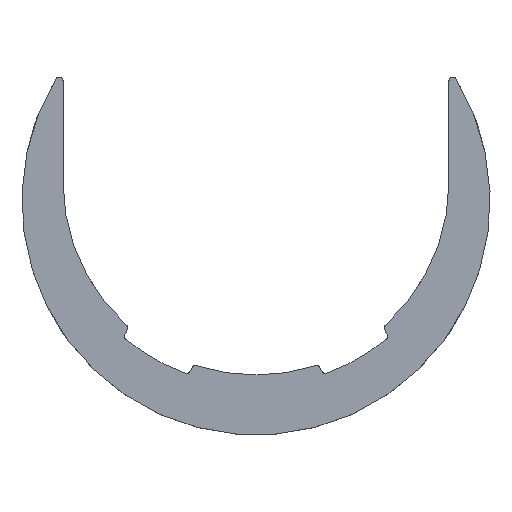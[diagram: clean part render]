
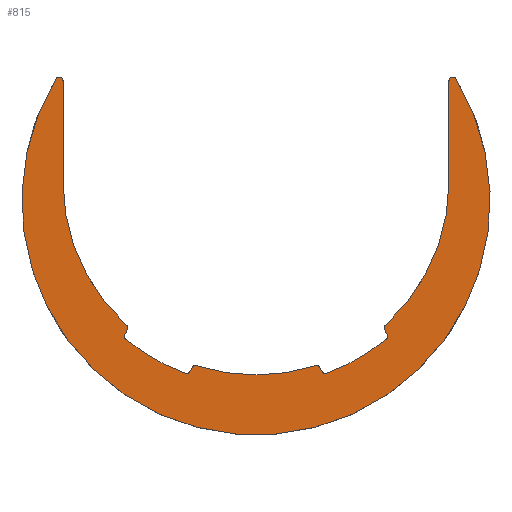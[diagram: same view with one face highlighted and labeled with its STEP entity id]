
A CAD part, top view. The second image highlights one B-rep face of the part: STEP entity #815.
In plain terms, the highlighted planar face has unit normal (0, 0, 1).
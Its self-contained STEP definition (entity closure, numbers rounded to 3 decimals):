
#154=CARTESIAN_POINT('Vertex',(15.834,-44.006,5.)) ;
#170=CARTESIAN_POINT('Vertex',(-15.834,-44.006,5.)) ;
#173=CARTESIAN_POINT('Axis2P3D Location',(0.,5.,5.)) ;
#369=CARTESIAN_POINT('Axis2P3D Location',(16.141,-44.957,5.)) ;
#373=CARTESIAN_POINT('Vertex',(17.007,-44.457,5.)) ;
#397=CARTESIAN_POINT('Vertex',(35.002,-35.625,5.)) ;
#400=CARTESIAN_POINT('Line Origine',(34.665,-35.041,5.)) ;
#404=CARTESIAN_POINT('Vertex',(34.328,-34.457,5.)) ;
#428=CARTESIAN_POINT('Vertex',(34.774,-36.894,5.)) ;
#431=CARTESIAN_POINT('Axis2P3D Location',(34.136,-36.125,5.)) ;
#452=CARTESIAN_POINT('Vertex',(18.894,-46.062,5.)) ;
#455=CARTESIAN_POINT('Axis2P3D Location',(0.,5.,5.)) ;
#476=CARTESIAN_POINT('Vertex',(17.681,-45.625,5.)) ;
#479=CARTESIAN_POINT('Axis2P3D Location',(18.547,-45.125,5.)) ;
#496=CARTESIAN_POINT('Line Origine',(17.344,-45.041,5.)) ;
#517=CARTESIAN_POINT('Vertex',(-17.681,-45.625,5.)) ;
#524=CARTESIAN_POINT('Vertex',(-18.894,-46.062,5.)) ;
#527=CARTESIAN_POINT('Axis2P3D Location',(-18.547,-45.125,5.)) ;
#543=CARTESIAN_POINT('Vertex',(-34.774,-36.894,5.)) ;
#546=CARTESIAN_POINT('Axis2P3D Location',(0.,5.,5.)) ;
#567=CARTESIAN_POINT('Vertex',(-35.002,-35.625,5.)) ;
#570=CARTESIAN_POINT('Axis2P3D Location',(-34.136,-36.125,5.)) ;
#587=CARTESIAN_POINT('Axis2P3D Location',(35.194,-33.957,5.)) ;
#591=CARTESIAN_POINT('Vertex',(34.523,-33.215,5.)) ;
#615=CARTESIAN_POINT('Vertex',(53.354,32.552,5.)) ;
#622=CARTESIAN_POINT('Vertex',(51.5,32.031,5.)) ;
#625=CARTESIAN_POINT('Axis2P3D Location',(52.5,32.031,5.)) ;
#646=CARTESIAN_POINT('Vertex',(-51.5,32.031,5.)) ;
#653=CARTESIAN_POINT('Vertex',(-53.354,32.552,5.)) ;
#656=CARTESIAN_POINT('Axis2P3D Location',(-52.5,32.031,5.)) ;
#677=CARTESIAN_POINT('Vertex',(-34.523,-33.215,5.)) ;
#680=CARTESIAN_POINT('Axis2P3D Location',(-35.194,-33.957,5.)) ;
#684=CARTESIAN_POINT('Vertex',(-34.328,-34.457,5.)) ;
#704=CARTESIAN_POINT('Line Origine',(-34.665,-35.041,5.)) ;
#725=CARTESIAN_POINT('Vertex',(-17.007,-44.457,5.)) ;
#728=CARTESIAN_POINT('Line Origine',(-17.344,-45.041,5.)) ;
#745=CARTESIAN_POINT('Axis2P3D Location',(-16.141,-44.957,5.)) ;
#757=CARTESIAN_POINT('Axis2P3D Location',(0.,0.,5.)) ;
#762=CARTESIAN_POINT('Axis2P3D Location',(0.,5.,5.)) ;
#766=CARTESIAN_POINT('Vertex',(-51.5,5.,5.)) ;
#769=CARTESIAN_POINT('Line Origine',(-51.5,18.516,5.)) ;
#774=CARTESIAN_POINT('Axis2P3D Location',(0.,0.,5.)) ;
#779=CARTESIAN_POINT('Line Origine',(51.5,18.516,5.)) ;
#783=CARTESIAN_POINT('Vertex',(51.5,5.,5.)) ;
#786=CARTESIAN_POINT('Axis2P3D Location',(0.,5.,5.)) ;
#174=DIRECTION('Axis2P3D Direction',(0.,0.,1.)) ;
#370=DIRECTION('Axis2P3D Direction',(0.,0.,-1.)) ;
#401=DIRECTION('Vector Direction',(-0.5,0.866,0.)) ;
#432=DIRECTION('Axis2P3D Direction',(0.,-0.,1.)) ;
#456=DIRECTION('Axis2P3D Direction',(0.,0.,1.)) ;
#480=DIRECTION('Axis2P3D Direction',(0.,0.,1.)) ;
#497=DIRECTION('Vector Direction',(0.5,-0.866,0.)) ;
#528=DIRECTION('Axis2P3D Direction',(0.,0.,-1.)) ;
#547=DIRECTION('Axis2P3D Direction',(0.,0.,1.)) ;
#571=DIRECTION('Axis2P3D Direction',(-0.,0.,-1.)) ;
#588=DIRECTION('Axis2P3D Direction',(0.,0.,-1.)) ;
#626=DIRECTION('Axis2P3D Direction',(0.,0.,1.)) ;
#657=DIRECTION('Axis2P3D Direction',(0.,0.,1.)) ;
#681=DIRECTION('Axis2P3D Direction',(0.,0.,1.)) ;
#705=DIRECTION('Vector Direction',(0.5,0.866,0.)) ;
#729=DIRECTION('Vector Direction',(-0.5,-0.866,0.)) ;
#746=DIRECTION('Axis2P3D Direction',(0.,-0.,1.)) ;
#758=DIRECTION('Axis2P3D Direction',(0.,0.,1.)) ;
#759=DIRECTION('Axis2P3D XDirection',(1.,0.,0.)) ;
#763=DIRECTION('Axis2P3D Direction',(0.,0.,1.)) ;
#770=DIRECTION('Vector Direction',(0.,1.,0.)) ;
#775=DIRECTION('Axis2P3D Direction',(0.,0.,1.)) ;
#780=DIRECTION('Vector Direction',(0.,1.,0.)) ;
#787=DIRECTION('Axis2P3D Direction',(0.,0.,1.)) ;
#175=AXIS2_PLACEMENT_3D('Circle Axis2P3D',#173,#174,$) ;
#371=AXIS2_PLACEMENT_3D('Circle Axis2P3D',#369,#370,$) ;
#433=AXIS2_PLACEMENT_3D('Circle Axis2P3D',#431,#432,$) ;
#457=AXIS2_PLACEMENT_3D('Circle Axis2P3D',#455,#456,$) ;
#481=AXIS2_PLACEMENT_3D('Circle Axis2P3D',#479,#480,$) ;
#529=AXIS2_PLACEMENT_3D('Circle Axis2P3D',#527,#528,$) ;
#548=AXIS2_PLACEMENT_3D('Circle Axis2P3D',#546,#547,$) ;
#572=AXIS2_PLACEMENT_3D('Circle Axis2P3D',#570,#571,$) ;
#589=AXIS2_PLACEMENT_3D('Circle Axis2P3D',#587,#588,$) ;
#627=AXIS2_PLACEMENT_3D('Circle Axis2P3D',#625,#626,$) ;
#658=AXIS2_PLACEMENT_3D('Circle Axis2P3D',#656,#657,$) ;
#682=AXIS2_PLACEMENT_3D('Circle Axis2P3D',#680,#681,$) ;
#747=AXIS2_PLACEMENT_3D('Circle Axis2P3D',#745,#746,$) ;
#760=AXIS2_PLACEMENT_3D('Plane Axis2P3D',#757,#758,#759) ;
#764=AXIS2_PLACEMENT_3D('Circle Axis2P3D',#762,#763,$) ;
#776=AXIS2_PLACEMENT_3D('Circle Axis2P3D',#774,#775,$) ;
#788=AXIS2_PLACEMENT_3D('Circle Axis2P3D',#786,#787,$) ;
#792=ORIENTED_EDGE('',*,*,#406,.F.) ;
#793=ORIENTED_EDGE('',*,*,#435,.T.) ;
#794=ORIENTED_EDGE('',*,*,#459,.F.) ;
#795=ORIENTED_EDGE('',*,*,#483,.T.) ;
#796=ORIENTED_EDGE('',*,*,#500,.F.) ;
#797=ORIENTED_EDGE('',*,*,#375,.F.) ;
#798=ORIENTED_EDGE('',*,*,#177,.T.) ;
#799=ORIENTED_EDGE('',*,*,#749,.F.) ;
#800=ORIENTED_EDGE('',*,*,#732,.F.) ;
#801=ORIENTED_EDGE('',*,*,#531,.T.) ;
#802=ORIENTED_EDGE('',*,*,#550,.F.) ;
#803=ORIENTED_EDGE('',*,*,#574,.T.) ;
#804=ORIENTED_EDGE('',*,*,#708,.F.) ;
#805=ORIENTED_EDGE('',*,*,#686,.F.) ;
#806=ORIENTED_EDGE('',*,*,#768,.T.) ;
#807=ORIENTED_EDGE('',*,*,#773,.T.) ;
#808=ORIENTED_EDGE('',*,*,#660,.T.) ;
#809=ORIENTED_EDGE('',*,*,#778,.T.) ;
#810=ORIENTED_EDGE('',*,*,#629,.T.) ;
#811=ORIENTED_EDGE('',*,*,#785,.T.) ;
#812=ORIENTED_EDGE('',*,*,#790,.T.) ;
#813=ORIENTED_EDGE('',*,*,#593,.F.) ;
#402=VECTOR('Line Direction',#401,1.) ;
#498=VECTOR('Line Direction',#497,1.) ;
#706=VECTOR('Line Direction',#705,1.) ;
#730=VECTOR('Line Direction',#729,1.) ;
#771=VECTOR('Line Direction',#770,1.) ;
#781=VECTOR('Line Direction',#780,1.) ;
#815=ADVANCED_FACE('Corps principal',(#814),#761,.T.) ;
#176=CIRCLE('generated circle',#175,51.5) ;
#372=CIRCLE('generated circle',#371,1.) ;
#434=CIRCLE('generated circle',#433,1.) ;
#458=CIRCLE('generated circle',#457,54.446) ;
#482=CIRCLE('generated circle',#481,1.) ;
#530=CIRCLE('generated circle',#529,1.) ;
#549=CIRCLE('generated circle',#548,54.446) ;
#573=CIRCLE('generated circle',#572,1.) ;
#590=CIRCLE('generated circle',#589,1.) ;
#628=CIRCLE('generated circle',#627,1.) ;
#659=CIRCLE('generated circle',#658,1.) ;
#683=CIRCLE('generated circle',#682,1.) ;
#748=CIRCLE('generated circle',#747,1.) ;
#765=CIRCLE('generated circle',#764,51.5) ;
#777=CIRCLE('generated circle',#776,62.5) ;
#789=CIRCLE('generated circle',#788,51.5) ;
#177=EDGE_CURVE('',#155,#171,#176,.F.) ;
#375=EDGE_CURVE('',#155,#374,#372,.T.) ;
#406=EDGE_CURVE('',#398,#405,#403,.T.) ;
#435=EDGE_CURVE('',#398,#429,#434,.F.) ;
#459=EDGE_CURVE('',#453,#429,#458,.T.) ;
#483=EDGE_CURVE('',#453,#477,#482,.F.) ;
#500=EDGE_CURVE('',#374,#477,#499,.T.) ;
#531=EDGE_CURVE('',#518,#525,#530,.T.) ;
#550=EDGE_CURVE('',#544,#525,#549,.T.) ;
#574=EDGE_CURVE('',#544,#568,#573,.T.) ;
#593=EDGE_CURVE('',#405,#592,#590,.T.) ;
#629=EDGE_CURVE('',#616,#623,#628,.T.) ;
#660=EDGE_CURVE('',#647,#654,#659,.T.) ;
#686=EDGE_CURVE('',#678,#685,#683,.F.) ;
#708=EDGE_CURVE('',#685,#568,#707,.F.) ;
#732=EDGE_CURVE('',#518,#726,#731,.F.) ;
#749=EDGE_CURVE('',#726,#171,#748,.F.) ;
#768=EDGE_CURVE('',#678,#767,#765,.F.) ;
#773=EDGE_CURVE('',#767,#647,#772,.T.) ;
#778=EDGE_CURVE('',#654,#616,#777,.T.) ;
#785=EDGE_CURVE('',#623,#784,#782,.F.) ;
#790=EDGE_CURVE('',#784,#592,#789,.F.) ;
#791=EDGE_LOOP('',(#792,#793,#794,#795,#796,#797,#798,#799,#800,#801,#802,#803,#804,#805,#806,#807,#808,#809,#810,#811,#812,#813)) ;
#814=FACE_OUTER_BOUND('',#791,.T.) ;
#403=LINE('Line',#400,#402) ;
#499=LINE('Line',#496,#498) ;
#707=LINE('Line',#704,#706) ;
#731=LINE('Line',#728,#730) ;
#772=LINE('Line',#769,#771) ;
#782=LINE('Line',#779,#781) ;
#761=PLANE('Plane',#760) ;
#155=VERTEX_POINT('',#154) ;
#171=VERTEX_POINT('',#170) ;
#374=VERTEX_POINT('',#373) ;
#398=VERTEX_POINT('',#397) ;
#405=VERTEX_POINT('',#404) ;
#429=VERTEX_POINT('',#428) ;
#453=VERTEX_POINT('',#452) ;
#477=VERTEX_POINT('',#476) ;
#518=VERTEX_POINT('',#517) ;
#525=VERTEX_POINT('',#524) ;
#544=VERTEX_POINT('',#543) ;
#568=VERTEX_POINT('',#567) ;
#592=VERTEX_POINT('',#591) ;
#616=VERTEX_POINT('',#615) ;
#623=VERTEX_POINT('',#622) ;
#647=VERTEX_POINT('',#646) ;
#654=VERTEX_POINT('',#653) ;
#678=VERTEX_POINT('',#677) ;
#685=VERTEX_POINT('',#684) ;
#726=VERTEX_POINT('',#725) ;
#767=VERTEX_POINT('',#766) ;
#784=VERTEX_POINT('',#783) ;
